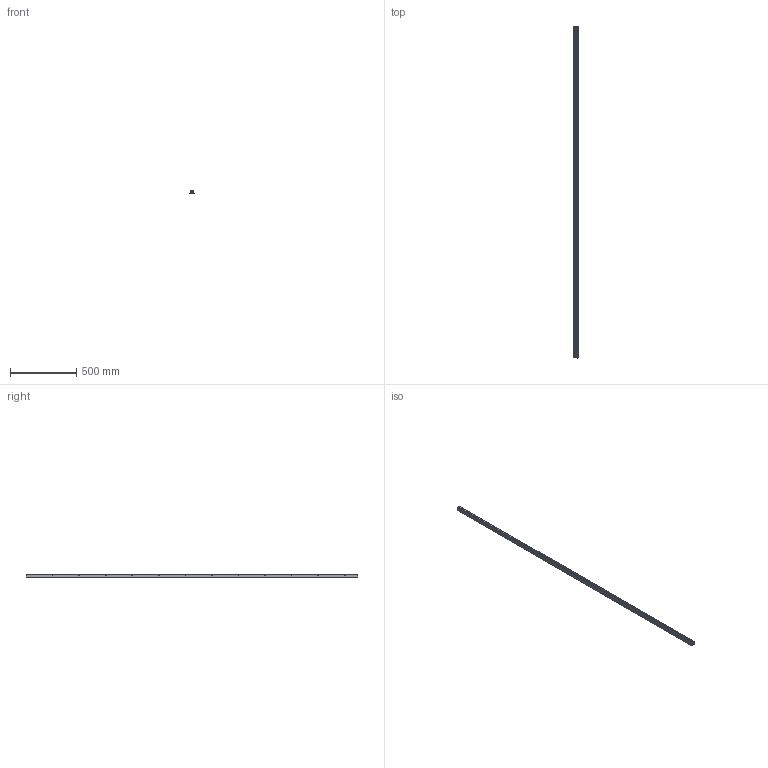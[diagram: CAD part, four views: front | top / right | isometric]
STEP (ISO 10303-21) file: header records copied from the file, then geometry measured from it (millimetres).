
FILE_DESCRIPTION (( 'STEP AP203' ), '1' );
FILE_NAME ('Žº‰ª•ÏŠ·.STEP', '2012-06-12T04:40:58', ( '' ), ( '' ), 'SwSTEP 2.0', 'SolidWorks 2011', '' );
FILE_SCHEMA (( 'CONFIG_CONTROL_DESIGN' ));
Length unit declared in the file: millimetre
Products named in the file (4): B-868-4ベースB_; 室岡変換; B-868-4ベースA_; B-868-4_
Assembly tree (3 placements, depth 2):
  室岡変換
    B-868-4_
    B-868-4ベースB_
    B-868-4ベースA_
Bounding box: 32 x 2500 x 26.77 mm (x, y, z)
Volume: 1370495.8 mm3; surface area: 971172.5 mm2
Topology: 3 solids, 3 shells, 347 faces, 1095 edges, 730 vertices
Faces by surface type: cylinder 228, plane 119
Entity records: 13387 total; most frequent: CARTESIAN_POINT 3522, ORIENTED_EDGE 2190, DIRECTION 1777, EDGE_CURVE 1095, VERTEX_POINT 730, AXIS2_PLACEMENT_3D 641, LINE 495, VECTOR 495
